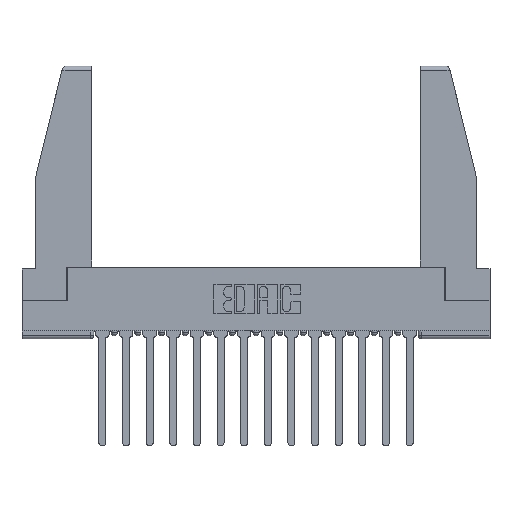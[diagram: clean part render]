
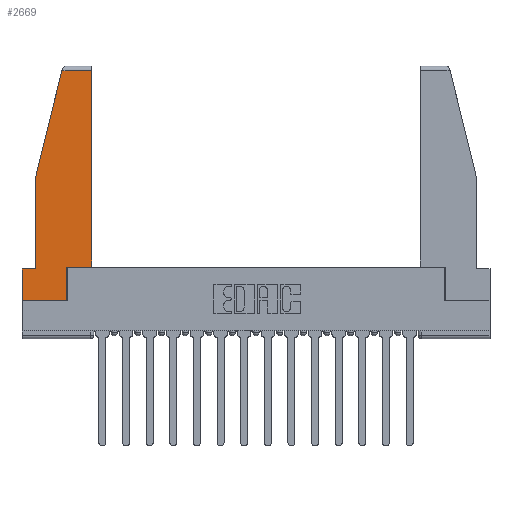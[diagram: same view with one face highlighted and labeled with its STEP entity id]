
A CAD part, top view. The second image highlights one B-rep face of the part: STEP entity #2669.
In plain terms, the highlighted planar face has unit normal (0, 0, 1).
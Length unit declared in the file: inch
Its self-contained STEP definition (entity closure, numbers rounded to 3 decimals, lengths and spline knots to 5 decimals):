
#23 = ORIENTED_EDGE ( 'NONE', *, *, #1039, .T. ) ;
#177 = FACE_OUTER_BOUND ( 'NONE', #13278, .T. ) ;
#372 = VECTOR ( 'NONE', #4986, 39.37008 ) ;
#649 = CARTESIAN_POINT ( 'NONE',  ( 0.086, 0.21, 0. ) ) ;
#661 = DIRECTION ( 'NONE',  ( 1., 0., 0. ) ) ;
#666 = DIRECTION ( 'NONE',  ( 0., 1., 0. ) ) ;
#947 = LINE ( 'NONE', #17255, #8281 ) ;
#993 = DIRECTION ( 'NONE',  ( 1., 0., 0. ) ) ;
#1039 = EDGE_CURVE ( 'NONE', #12764, #17948, #13073, .T. ) ;
#1105 = DIRECTION ( 'NONE',  ( 0., -1., 0. ) ) ;
#1406 = EDGE_CURVE ( 'NONE', #10121, #12764, #8645, .T. ) ;
#1527 = LINE ( 'NONE', #15925, #9765 ) ;
#1895 = ORIENTED_EDGE ( 'NONE', *, *, #12495, .T. ) ;
#1978 = EDGE_CURVE ( 'NONE', #12286, #10580, #6886, .T. ) ;
#2015 = CARTESIAN_POINT ( 'NONE',  ( 0.297, 0., 0. ) ) ;
#2249 = CARTESIAN_POINT ( 'NONE',  ( 0.086, 0.8, 0. ) ) ;
#2615 = LINE ( 'NONE', #2249, #15487 ) ;
#2630 = DIRECTION ( 'NONE',  ( 0., 1., 0. ) ) ;
#2669 = ADVANCED_FACE ( 'NONE', ( #177 ), #12149, .T. ) ;
#2781 = EDGE_CURVE ( 'NONE', #5929, #12286, #2615, .T. ) ;
#2943 = CARTESIAN_POINT ( 'NONE',  ( 0.461, 0.223, 0. ) ) ;
#3954 = DIRECTION ( 'NONE',  ( -1., 0., 0. ) ) ;
#3959 = CARTESIAN_POINT ( 'NONE',  ( 0.2636, 1.52, 0. ) ) ;
#4106 = EDGE_CURVE ( 'NONE', #17727, #10121, #13436, .T. ) ;
#4972 = ORIENTED_EDGE ( 'NONE', *, *, #13571, .T. ) ;
#4986 = DIRECTION ( 'NONE',  ( -1., 0., 0. ) ) ;
#5790 = EDGE_CURVE ( 'NONE', #10580, #11128, #947, .T. ) ;
#5819 = VECTOR ( 'NONE', #993, 39.37008 ) ;
#5929 = VERTEX_POINT ( 'NONE', #9189 ) ;
#6886 = LINE ( 'NONE', #10480, #372 ) ;
#7266 = ORIENTED_EDGE ( 'NONE', *, *, #4106, .T. ) ;
#8058 = ORIENTED_EDGE ( 'NONE', *, *, #1978, .T. ) ;
#8281 = VECTOR ( 'NONE', #17376, 39.37008 ) ;
#8645 = LINE ( 'NONE', #13469, #13289 ) ;
#9177 = CARTESIAN_POINT ( 'NONE',  ( 0., 0., 0. ) ) ;
#9189 = CARTESIAN_POINT ( 'NONE',  ( 0.086, 0.8, 0. ) ) ;
#9313 = CARTESIAN_POINT ( 'NONE',  ( 0., 0., 0. ) ) ;
#9765 = VECTOR ( 'NONE', #14593, 39.37008 ) ;
#9912 = CARTESIAN_POINT ( 'NONE',  ( 0.297, 0.223, 0. ) ) ;
#10121 = VERTEX_POINT ( 'NONE', #9912 ) ;
#10480 = CARTESIAN_POINT ( 'NONE',  ( 0., 0.21, 0. ) ) ;
#10555 = VECTOR ( 'NONE', #666, 39.37008 ) ;
#10580 = VERTEX_POINT ( 'NONE', #10748 ) ;
#10748 = CARTESIAN_POINT ( 'NONE',  ( 0., 0.21, 0. ) ) ;
#11050 = AXIS2_PLACEMENT_3D ( 'NONE', #9177, #13557, #661 ) ;
#11128 = VERTEX_POINT ( 'NONE', #17829 ) ;
#11143 = LINE ( 'NONE', #11257, #17303 ) ;
#11154 = ORIENTED_EDGE ( 'NONE', *, *, #18089, .T. ) ;
#11257 = CARTESIAN_POINT ( 'NONE',  ( 0., 1.52, 0. ) ) ;
#12149 = PLANE ( 'NONE',  #11050 ) ;
#12286 = VERTEX_POINT ( 'NONE', #649 ) ;
#12495 = EDGE_CURVE ( 'NONE', #11128, #17727, #16839, .T. ) ;
#12764 = VERTEX_POINT ( 'NONE', #2943 ) ;
#13073 = LINE ( 'NONE', #14870, #17700 ) ;
#13218 = DIRECTION ( 'NONE',  ( 1., 0., 0. ) ) ;
#13278 = EDGE_LOOP ( 'NONE', ( #23, #11154, #4972, #13488, #8058, #15317, #1895, #7266, #15433 ) ) ;
#13289 = VECTOR ( 'NONE', #13218, 39.37008 ) ;
#13436 = LINE ( 'NONE', #2015, #10555 ) ;
#13469 = CARTESIAN_POINT ( 'NONE',  ( 0.297, 0.223, 0. ) ) ;
#13488 = ORIENTED_EDGE ( 'NONE', *, *, #2781, .T. ) ;
#13557 = DIRECTION ( 'NONE',  ( 0., 0., 1. ) ) ;
#13571 = EDGE_CURVE ( 'NONE', #16065, #5929, #1527, .T. ) ;
#14593 = DIRECTION ( 'NONE',  ( -0.239, -0.971, 0. ) ) ;
#14870 = CARTESIAN_POINT ( 'NONE',  ( 0.461, 0.223, 0. ) ) ;
#14930 = CARTESIAN_POINT ( 'NONE',  ( 0.461, 1.52, 0. ) ) ;
#15317 = ORIENTED_EDGE ( 'NONE', *, *, #5790, .T. ) ;
#15433 = ORIENTED_EDGE ( 'NONE', *, *, #1406, .T. ) ;
#15487 = VECTOR ( 'NONE', #1105, 39.37008 ) ;
#15775 = CARTESIAN_POINT ( 'NONE',  ( 0.297, 0., 0. ) ) ;
#15925 = CARTESIAN_POINT ( 'NONE',  ( 0.271, 1.55, 0. ) ) ;
#16065 = VERTEX_POINT ( 'NONE', #3959 ) ;
#16839 = LINE ( 'NONE', #9313, #5819 ) ;
#17255 = CARTESIAN_POINT ( 'NONE',  ( 0., 0.21, 0. ) ) ;
#17303 = VECTOR ( 'NONE', #3954, 39.37008 ) ;
#17376 = DIRECTION ( 'NONE',  ( 0., -1., 0. ) ) ;
#17700 = VECTOR ( 'NONE', #2630, 39.37008 ) ;
#17727 = VERTEX_POINT ( 'NONE', #15775 ) ;
#17829 = CARTESIAN_POINT ( 'NONE',  ( 0., 0., 0. ) ) ;
#17948 = VERTEX_POINT ( 'NONE', #14930 ) ;
#18089 = EDGE_CURVE ( 'NONE', #17948, #16065, #11143, .T. ) ;
